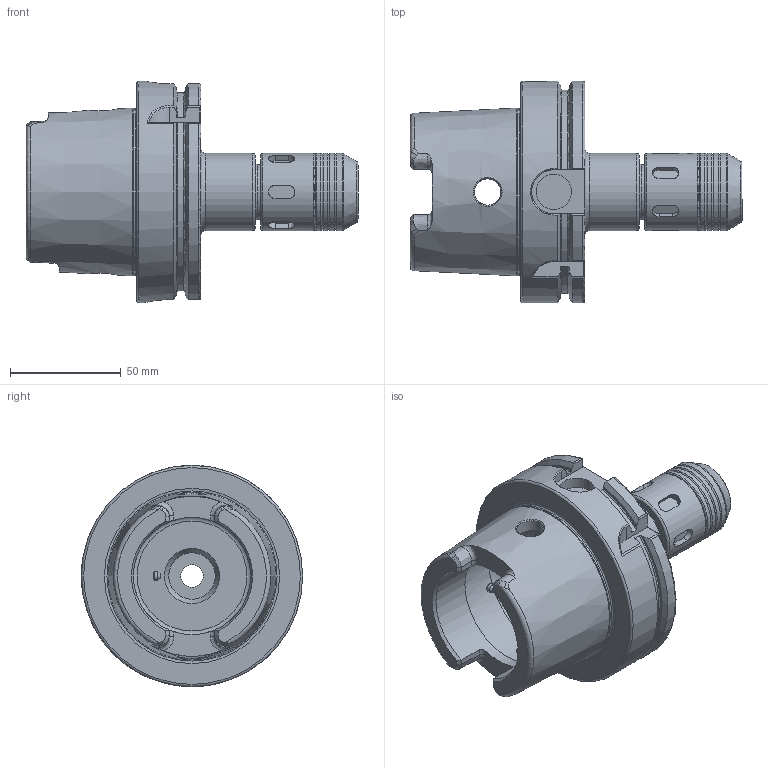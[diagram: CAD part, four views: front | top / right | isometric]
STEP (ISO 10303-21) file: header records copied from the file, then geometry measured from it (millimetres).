
FILE_DESCRIPTION(/* description */ (''),/* implementation_level */ '2;1');
FILE_NAME(/* name */ 'HSK100A-BC050-0394.stp',/* time_stamp */ '2019-07-11T15:24:06-05:00',/* author */ ('ldfli'),/* organization */ ('Pioneer N.A.'),/* preprocessor_version */ 'ST-DEVELOPER v18',/* originating_system */ 'Autodesk Inventor LT',/* authorisation */ '');
FILE_SCHEMA (('AUTOMOTIVE_DESIGN { 1 0 10303 214 3 1 1 }'));
Length unit declared in the file: millimetre
Products named in the file (1): HSK100A-BC050-0394
Bounding box: 150 x 100 x 100 mm (x, y, z)
Volume: 306547.3 mm3; surface area: 70578.6 mm2
Topology: 4 solids, 4 shells, 297 faces, 862 edges, 592 vertices
Faces by surface type: plane 103, cylinder 64, bspline 51, torus 43, cone 36
Full cylindrical faces by diameter (mm): 3.242 x1, 4 x1, 10 x1, 10.106 x1, 12 x2, 12.7 x1, 13.5 x1, 16 x1, 21 x1, 22.92 x1, 23.5 x1, 24.9 x1, 25 x1, 25.42 x1, 26 x1, 26.1 x2, 26.3 x2, 29.5 x1, 32.7 x1, 34.9 x6, 53 x2, 63 x1, 75.519 x1, 100 x1
Entity records: 13697 total; most frequent: CARTESIAN_POINT 5939, ORIENTED_EDGE 1728, DIRECTION 1531, EDGE_CURVE 864, AXIS2_PLACEMENT_3D 629, VERTEX_POINT 594, CIRCLE 378, EDGE_LOOP 328
